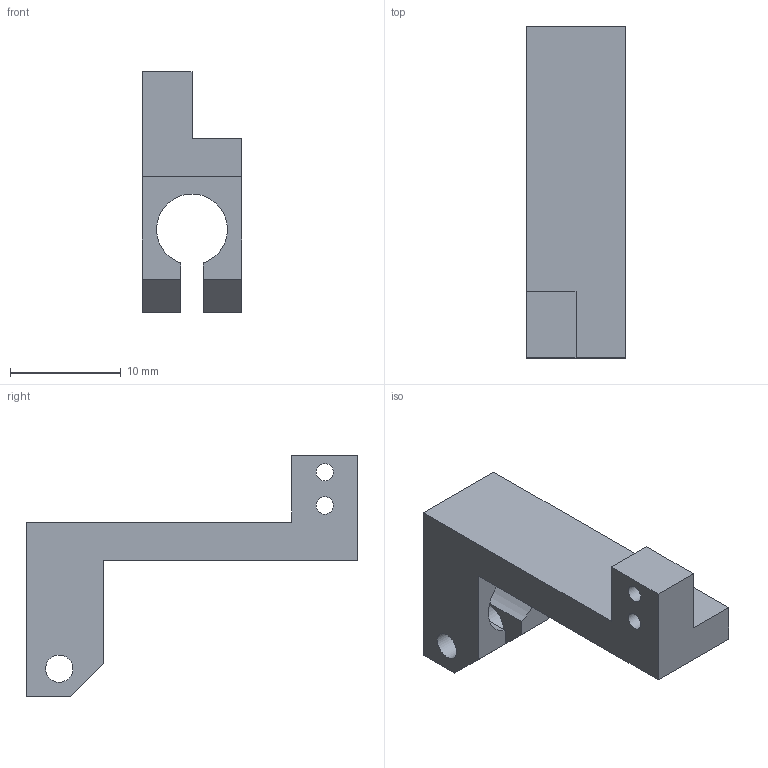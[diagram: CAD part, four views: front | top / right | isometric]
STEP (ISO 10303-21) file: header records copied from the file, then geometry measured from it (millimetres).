
FILE_DESCRIPTION(/* description */ (''),/* implementation_level */ '2;1');
FILE_NAME(/* name */ 'MEM to dovetail rod adapter - v3.stp',/* time_stamp */ '2020-10-28T13:03:21-04:00',/* author */ ('User'),/* organization */ (''),/* preprocessor_version */ 'ST-DEVELOPER v18.1',/* originating_system */ 'Autodesk Inventor 2021',/* authorisation */ '');
FILE_SCHEMA (('AUTOMOTIVE_DESIGN { 1 0 10303 214 3 1 1 }'));
Length unit declared in the file: millimetre
Products named in the file (1): MEM to dovetail rod adapter - v3
Bounding box: 9 x 30 x 21.75 mm (x, y, z)
Volume: 1495.3 mm3; surface area: 1467.3 mm2
Topology: 1 solids, 1 shells, 21 faces, 61 edges, 42 vertices
Faces by surface type: plane 16, cylinder 5
Full cylindrical faces by diameter (mm): 1.567 x2, 2.459 x1, 3.4 x1
Entity records: 758 total; most frequent: CARTESIAN_POINT 125, ORIENTED_EDGE 122, DIRECTION 119, EDGE_CURVE 61, LINE 47, VECTOR 47, VERTEX_POINT 42, AXIS2_PLACEMENT_3D 36
